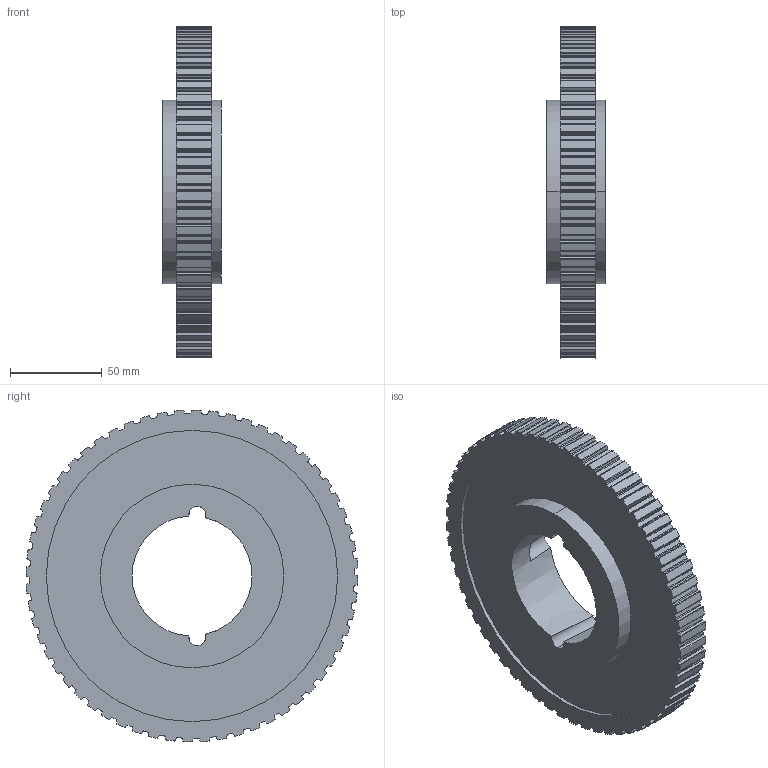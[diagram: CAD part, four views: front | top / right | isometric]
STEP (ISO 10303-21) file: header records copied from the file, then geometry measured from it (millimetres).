
FILE_DESCRIPTION (( 'STEP AP214' ), '1' );
FILE_NAME ('STL60L050A-2012.step', '2019-07-31T16:03:48', ( '' ), ( '' ), 'SwSTEP 2.0', 'SolidWorks 2018', '' );
FILE_SCHEMA (( 'AUTOMOTIVE_DESIGN' ));
Length unit declared in the file: millimetre
Products named in the file (1): STL60L050A-2012
Bounding box: 31.8 x 181 x 181 mm (x, y, z)
Volume: 419469.8 mm3; surface area: 71442.1 mm2
Topology: 1 solids, 1 shells, 554 faces, 1644 edges, 1096 vertices
Faces by surface type: cylinder 365, plane 187, cone 2
Entity records: 18936 total; most frequent: DIRECTION 3480, CARTESIAN_POINT 3327, ORIENTED_EDGE 3288, EDGE_CURVE 1644, AXIS2_PLACEMENT_3D 1289, VERTEX_POINT 1096, VECTOR 902, LINE 902
